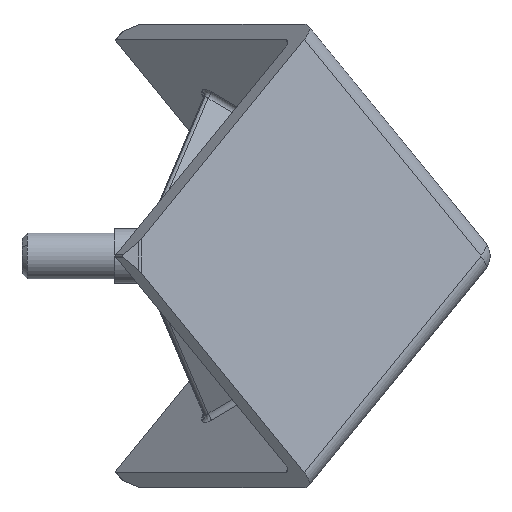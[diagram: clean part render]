
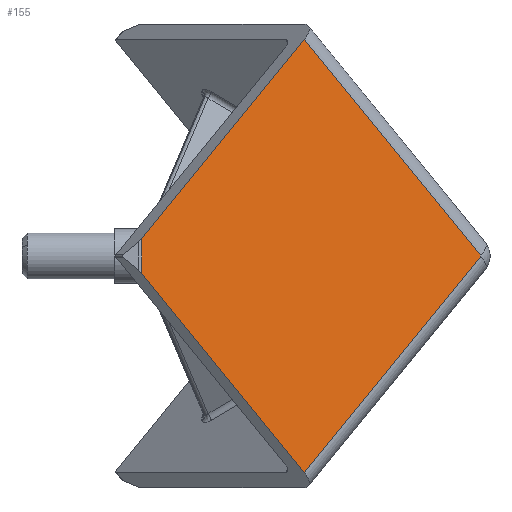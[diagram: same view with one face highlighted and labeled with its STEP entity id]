
A CAD part, front view. The second image highlights one B-rep face of the part: STEP entity #155.
In plain terms, the highlighted planar face has unit normal (0.577, -0.817, 0).
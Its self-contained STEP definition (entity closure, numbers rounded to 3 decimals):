
#155=ADVANCED_FACE('NONE',(#373),#374,.F.);
#373=FACE_OUTER_BOUND('',#796,.T.);
#374=PLANE('',#797);
#796=EDGE_LOOP('',(#1742,#1743,#1744,#1745,#1746));
#797=AXIS2_PLACEMENT_3D('',#1747,#1748,#1749);
#1742=ORIENTED_EDGE('',*,*,#2428,.F.);
#1743=ORIENTED_EDGE('',*,*,#2429,.T.);
#1744=ORIENTED_EDGE('',*,*,#2430,.T.);
#1745=ORIENTED_EDGE('',*,*,#2431,.T.);
#1746=ORIENTED_EDGE('',*,*,#2432,.T.);
#1747=CARTESIAN_POINT('',(-1.155,-0.816,-1.414));
#1748=DIRECTION('',(-0.577,0.816,0.));
#1749=DIRECTION('',(0.,0.0,1.0));
#2428=EDGE_CURVE('NONE',#2862,#2863,#2864,.T.);
#2429=EDGE_CURVE('NONE',#2862,#2865,#2866,.T.);
#2430=EDGE_CURVE('NONE',#2865,#2867,#2868,.T.);
#2431=EDGE_CURVE('NONE',#2867,#2869,#2870,.T.);
#2432=EDGE_CURVE('NONE',#2869,#2863,#2871,.T.);
#2862=VERTEX_POINT('NONE',#3939);
#2863=VERTEX_POINT('NONE',#3940);
#2864=LINE('',#3941,#3942);
#2865=VERTEX_POINT('NONE',#3943);
#2866=LINE('',#3944,#3945);
#2867=VERTEX_POINT('NONE',#3946);
#2868=LINE('',#3947,#3948);
#2869=VERTEX_POINT('NONE',#3949);
#2870=LINE('',#3950,#3951);
#2871=LINE('',#3952,#3953);
#3939=CARTESIAN_POINT('',(-33.346,-23.579,1.586));
#3940=CARTESIAN_POINT('',(-18.475,-13.064,19.799));
#3941=CARTESIAN_POINT('',(-18.475,-13.064,19.799));
#3942=VECTOR('',#4616,1000.0);
#3943=CARTESIAN_POINT('',(-33.346,-23.579,-1.586));
#3944=CARTESIAN_POINT('',(-33.346,-23.579,-1.414));
#3945=VECTOR('',#4617,1000.0);
#3946=CARTESIAN_POINT('',(-18.475,-13.064,-19.799));
#3947=CARTESIAN_POINT('',(-18.475,-13.064,-19.799));
#3948=VECTOR('',#4618,1000.0);
#3949=CARTESIAN_POINT('',(-2.309,-1.633,0.));
#3950=CARTESIAN_POINT('',(-2.309,-1.633,0.));
#3951=VECTOR('',#4619,1000.0);
#3952=CARTESIAN_POINT('',(-18.475,-13.064,19.799));
#3953=VECTOR('',#4620,1000.0);
#4616=DIRECTION('',(0.577,0.408,0.707));
#4617=DIRECTION('',(0.,0.,-1.0));
#4618=DIRECTION('',(0.577,0.408,-0.707));
#4619=DIRECTION('',(0.577,0.408,0.707));
#4620=DIRECTION('',(-0.577,-0.408,0.707));
